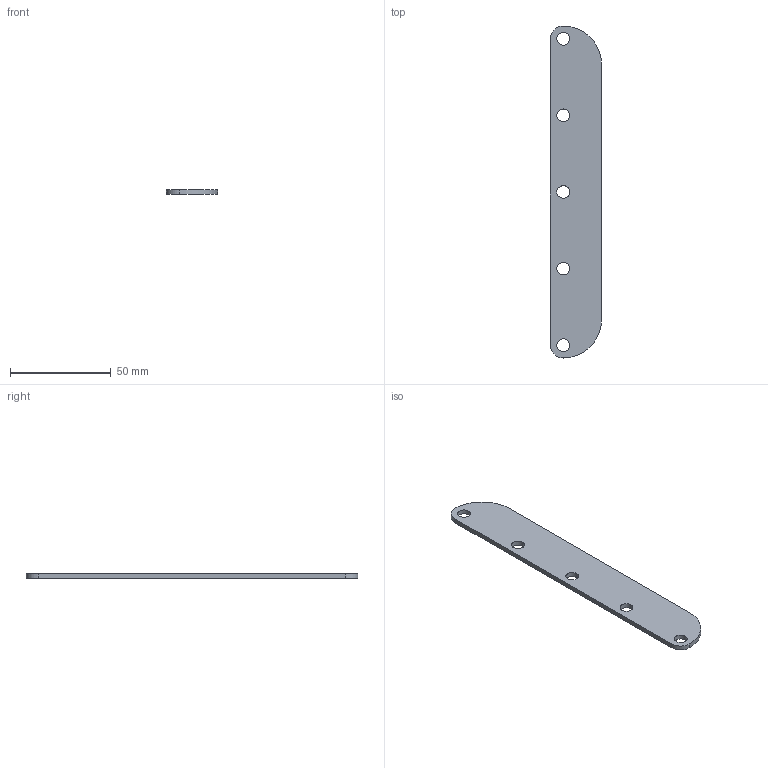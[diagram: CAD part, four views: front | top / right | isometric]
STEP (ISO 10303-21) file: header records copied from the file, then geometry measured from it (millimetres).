
FILE_DESCRIPTION( ( 'Unknown' ), '1' );
FILE_NAME( 'link2.stp', 'Unknown', ( 'Unknown' ), ( 'Unknown' ), 'XStep 1.0', 'Unknown', ' ' );
FILE_SCHEMA( ( 'CONFIG_CONTROL_DESIGN' ) );
Length unit declared in the file: millimetre
Products named in the file (1): 1
Bounding box: 25.4 x 165.1 x 2.38 mm (x, y, z)
Volume: 9196.7 mm3; surface area: 8817.1 mm2
Topology: 1 solids, 1 shells, 13 faces, 33 edges, 22 vertices
Faces by surface type: cylinder 9, plane 4
Full cylindrical faces by diameter (mm): 6.35 x5
Entity records: 444 total; most frequent: DIRECTION 74, CARTESIAN_POINT 64, ORIENTED_EDGE 56, AXIS2_PLACEMENT_3D 32, EDGE_LOOP 28, EDGE_CURVE 28, VERTEX_POINT 22, FACE_OUTER_BOUND 18
